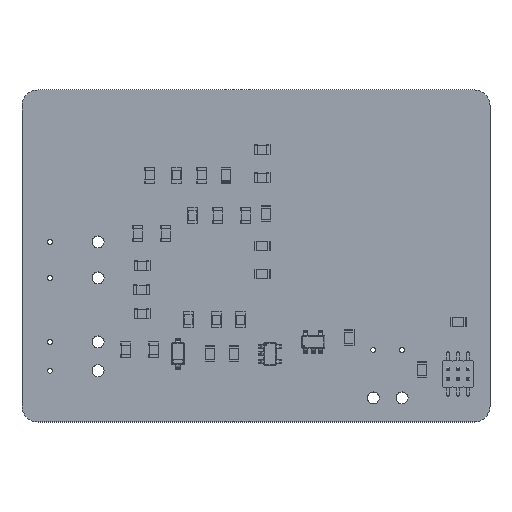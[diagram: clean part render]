
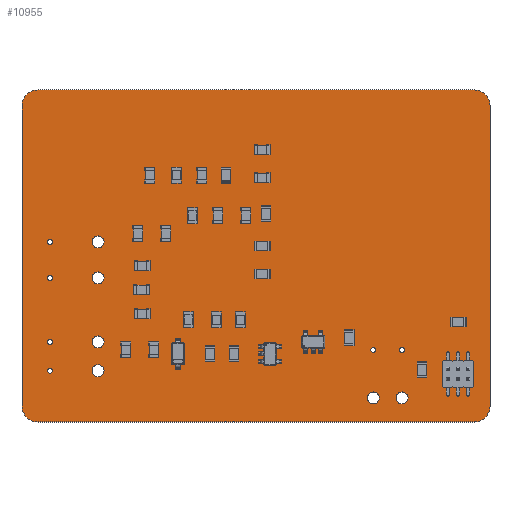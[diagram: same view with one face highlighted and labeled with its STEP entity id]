
A CAD part, top view. The second image highlights one B-rep face of the part: STEP entity #10955.
In plain terms, the highlighted planar face has unit normal (0, 0, 1).
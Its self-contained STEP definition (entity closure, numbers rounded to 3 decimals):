
#10674 = VERTEX_POINT('',#10675);
#10675 = CARTESIAN_POINT('',(27.25,20.75,1.51));
#10681 = EDGE_CURVE('',#10674,#10682,#10684,.T.);
#10682 = VERTEX_POINT('',#10683);
#10683 = CARTESIAN_POINT('',(29.25,18.75,1.51));
#10684 = CIRCLE('',#10685,2.);
#10685 = AXIS2_PLACEMENT_3D('',#10686,#10687,#10688);
#10686 = CARTESIAN_POINT('',(27.25,18.75,1.51));
#10687 = DIRECTION('',(0.,0.,-1.));
#10688 = DIRECTION('',(0.,1.,0.));
#10716 = VERTEX_POINT('',#10717);
#10717 = CARTESIAN_POINT('',(-27.25,20.75,1.51));
#10723 = EDGE_CURVE('',#10716,#10674,#10724,.T.);
#10724 = LINE('',#10725,#10726);
#10725 = CARTESIAN_POINT('',(-27.25,20.75,1.51));
#10726 = VECTOR('',#10727,1.);
#10727 = DIRECTION('',(1.,0.,0.));
#10745 = EDGE_CURVE('',#10682,#10746,#10748,.T.);
#10746 = VERTEX_POINT('',#10747);
#10747 = CARTESIAN_POINT('',(29.25,-18.75,1.51));
#10748 = LINE('',#10749,#10750);
#10749 = CARTESIAN_POINT('',(29.25,18.75,1.51));
#10750 = VECTOR('',#10751,1.);
#10751 = DIRECTION('',(0.,-1.,0.));
#10955 = ADVANCED_FACE('',(#10956,#11002,#11013,#11024,#11035,#11046,
    #11057,#11068,#11079,#11090,#11101,#11112,#11123),#11134,.T.);
#10956 = FACE_BOUND('',#10957,.T.);
#10957 = EDGE_LOOP('',(#10958,#10959,#10960,#10969,#10977,#10986,#10994,
    #11001));
#10958 = ORIENTED_EDGE('',*,*,#10681,.F.);
#10959 = ORIENTED_EDGE('',*,*,#10723,.F.);
#10960 = ORIENTED_EDGE('',*,*,#10961,.F.);
#10961 = EDGE_CURVE('',#10962,#10716,#10964,.T.);
#10962 = VERTEX_POINT('',#10963);
#10963 = CARTESIAN_POINT('',(-29.25,18.75,1.51));
#10964 = CIRCLE('',#10965,2.);
#10965 = AXIS2_PLACEMENT_3D('',#10966,#10967,#10968);
#10966 = CARTESIAN_POINT('',(-27.25,18.75,1.51));
#10967 = DIRECTION('',(0.,0.,-1.));
#10968 = DIRECTION('',(-1.,0.,-0.));
#10969 = ORIENTED_EDGE('',*,*,#10970,.F.);
#10970 = EDGE_CURVE('',#10971,#10962,#10973,.T.);
#10971 = VERTEX_POINT('',#10972);
#10972 = CARTESIAN_POINT('',(-29.25,-18.75,1.51));
#10973 = LINE('',#10974,#10975);
#10974 = CARTESIAN_POINT('',(-29.25,-18.75,1.51));
#10975 = VECTOR('',#10976,1.);
#10976 = DIRECTION('',(0.,1.,0.));
#10977 = ORIENTED_EDGE('',*,*,#10978,.F.);
#10978 = EDGE_CURVE('',#10979,#10971,#10981,.T.);
#10979 = VERTEX_POINT('',#10980);
#10980 = CARTESIAN_POINT('',(-27.25,-20.75,1.51));
#10981 = CIRCLE('',#10982,2.);
#10982 = AXIS2_PLACEMENT_3D('',#10983,#10984,#10985);
#10983 = CARTESIAN_POINT('',(-27.25,-18.75,1.51));
#10984 = DIRECTION('',(0.,0.,-1.));
#10985 = DIRECTION('',(0.,-1.,0.));
#10986 = ORIENTED_EDGE('',*,*,#10987,.F.);
#10987 = EDGE_CURVE('',#10988,#10979,#10990,.T.);
#10988 = VERTEX_POINT('',#10989);
#10989 = CARTESIAN_POINT('',(27.25,-20.75,1.51));
#10990 = LINE('',#10991,#10992);
#10991 = CARTESIAN_POINT('',(27.25,-20.75,1.51));
#10992 = VECTOR('',#10993,1.);
#10993 = DIRECTION('',(-1.,0.,0.));
#10994 = ORIENTED_EDGE('',*,*,#10995,.F.);
#10995 = EDGE_CURVE('',#10746,#10988,#10996,.T.);
#10996 = CIRCLE('',#10997,2.);
#10997 = AXIS2_PLACEMENT_3D('',#10998,#10999,#11000);
#10998 = CARTESIAN_POINT('',(27.25,-18.75,1.51));
#10999 = DIRECTION('',(0.,0.,-1.));
#11000 = DIRECTION('',(1.,0.,0.));
#11001 = ORIENTED_EDGE('',*,*,#10745,.F.);
#11002 = FACE_BOUND('',#11003,.T.);
#11003 = EDGE_LOOP('',(#11004));
#11004 = ORIENTED_EDGE('',*,*,#11005,.T.);
#11005 = EDGE_CURVE('',#11006,#11006,#11008,.T.);
#11006 = VERTEX_POINT('',#11007);
#11007 = CARTESIAN_POINT('',(-25.75,-14.65,1.51));
#11008 = CIRCLE('',#11009,0.3);
#11009 = AXIS2_PLACEMENT_3D('',#11010,#11011,#11012);
#11010 = CARTESIAN_POINT('',(-25.75,-14.35,1.51));
#11011 = DIRECTION('',(-0.,0.,-1.));
#11012 = DIRECTION('',(-0.,-1.,0.));
#11013 = FACE_BOUND('',#11014,.T.);
#11014 = EDGE_LOOP('',(#11015));
#11015 = ORIENTED_EDGE('',*,*,#11016,.T.);
#11016 = EDGE_CURVE('',#11017,#11017,#11019,.T.);
#11017 = VERTEX_POINT('',#11018);
#11018 = CARTESIAN_POINT('',(-19.75,-15.1,1.51));
#11019 = CIRCLE('',#11020,0.75);
#11020 = AXIS2_PLACEMENT_3D('',#11021,#11022,#11023);
#11021 = CARTESIAN_POINT('',(-19.75,-14.35,1.51));
#11022 = DIRECTION('',(-0.,0.,-1.));
#11023 = DIRECTION('',(-0.,-1.,0.));
#11024 = FACE_BOUND('',#11025,.T.);
#11025 = EDGE_LOOP('',(#11026));
#11026 = ORIENTED_EDGE('',*,*,#11027,.T.);
#11027 = EDGE_CURVE('',#11028,#11028,#11030,.T.);
#11028 = VERTEX_POINT('',#11029);
#11029 = CARTESIAN_POINT('',(-25.75,-11.05,1.51));
#11030 = CIRCLE('',#11031,0.3);
#11031 = AXIS2_PLACEMENT_3D('',#11032,#11033,#11034);
#11032 = CARTESIAN_POINT('',(-25.75,-10.75,1.51));
#11033 = DIRECTION('',(-0.,0.,-1.));
#11034 = DIRECTION('',(-0.,-1.,0.));
#11035 = FACE_BOUND('',#11036,.T.);
#11036 = EDGE_LOOP('',(#11037));
#11037 = ORIENTED_EDGE('',*,*,#11038,.T.);
#11038 = EDGE_CURVE('',#11039,#11039,#11041,.T.);
#11039 = VERTEX_POINT('',#11040);
#11040 = CARTESIAN_POINT('',(-19.75,-11.5,1.51));
#11041 = CIRCLE('',#11042,0.75);
#11042 = AXIS2_PLACEMENT_3D('',#11043,#11044,#11045);
#11043 = CARTESIAN_POINT('',(-19.75,-10.75,1.51));
#11044 = DIRECTION('',(-0.,0.,-1.));
#11045 = DIRECTION('',(-0.,-1.,0.));
#11046 = FACE_BOUND('',#11047,.T.);
#11047 = EDGE_LOOP('',(#11048));
#11048 = ORIENTED_EDGE('',*,*,#11049,.T.);
#11049 = EDGE_CURVE('',#11050,#11050,#11052,.T.);
#11050 = VERTEX_POINT('',#11051);
#11051 = CARTESIAN_POINT('',(14.65,-18.5,1.51));
#11052 = CIRCLE('',#11053,0.75);
#11053 = AXIS2_PLACEMENT_3D('',#11054,#11055,#11056);
#11054 = CARTESIAN_POINT('',(14.65,-17.75,1.51));
#11055 = DIRECTION('',(-0.,0.,-1.));
#11056 = DIRECTION('',(-0.,-1.,0.));
#11057 = FACE_BOUND('',#11058,.T.);
#11058 = EDGE_LOOP('',(#11059));
#11059 = ORIENTED_EDGE('',*,*,#11060,.T.);
#11060 = EDGE_CURVE('',#11061,#11061,#11063,.T.);
#11061 = VERTEX_POINT('',#11062);
#11062 = CARTESIAN_POINT('',(18.25,-18.5,1.51));
#11063 = CIRCLE('',#11064,0.75);
#11064 = AXIS2_PLACEMENT_3D('',#11065,#11066,#11067);
#11065 = CARTESIAN_POINT('',(18.25,-17.75,1.51));
#11066 = DIRECTION('',(-0.,0.,-1.));
#11067 = DIRECTION('',(-0.,-1.,0.));
#11068 = FACE_BOUND('',#11069,.T.);
#11069 = EDGE_LOOP('',(#11070));
#11070 = ORIENTED_EDGE('',*,*,#11071,.T.);
#11071 = EDGE_CURVE('',#11072,#11072,#11074,.T.);
#11072 = VERTEX_POINT('',#11073);
#11073 = CARTESIAN_POINT('',(14.65,-12.05,1.51));
#11074 = CIRCLE('',#11075,0.3);
#11075 = AXIS2_PLACEMENT_3D('',#11076,#11077,#11078);
#11076 = CARTESIAN_POINT('',(14.65,-11.75,1.51));
#11077 = DIRECTION('',(-0.,0.,-1.));
#11078 = DIRECTION('',(0.,-1.,-0.));
#11079 = FACE_BOUND('',#11080,.T.);
#11080 = EDGE_LOOP('',(#11081));
#11081 = ORIENTED_EDGE('',*,*,#11082,.T.);
#11082 = EDGE_CURVE('',#11083,#11083,#11085,.T.);
#11083 = VERTEX_POINT('',#11084);
#11084 = CARTESIAN_POINT('',(18.25,-12.05,1.51));
#11085 = CIRCLE('',#11086,0.3);
#11086 = AXIS2_PLACEMENT_3D('',#11087,#11088,#11089);
#11087 = CARTESIAN_POINT('',(18.25,-11.75,1.51));
#11088 = DIRECTION('',(-0.,0.,-1.));
#11089 = DIRECTION('',(-0.,-1.,0.));
#11090 = FACE_BOUND('',#11091,.T.);
#11091 = EDGE_LOOP('',(#11092));
#11092 = ORIENTED_EDGE('',*,*,#11093,.T.);
#11093 = EDGE_CURVE('',#11094,#11094,#11096,.T.);
#11094 = VERTEX_POINT('',#11095);
#11095 = CARTESIAN_POINT('',(-25.75,-3.05,1.51));
#11096 = CIRCLE('',#11097,0.3);
#11097 = AXIS2_PLACEMENT_3D('',#11098,#11099,#11100);
#11098 = CARTESIAN_POINT('',(-25.75,-2.75,1.51));
#11099 = DIRECTION('',(-0.,0.,-1.));
#11100 = DIRECTION('',(-0.,-1.,0.));
#11101 = FACE_BOUND('',#11102,.T.);
#11102 = EDGE_LOOP('',(#11103));
#11103 = ORIENTED_EDGE('',*,*,#11104,.T.);
#11104 = EDGE_CURVE('',#11105,#11105,#11107,.T.);
#11105 = VERTEX_POINT('',#11106);
#11106 = CARTESIAN_POINT('',(-19.75,-3.5,1.51));
#11107 = CIRCLE('',#11108,0.75);
#11108 = AXIS2_PLACEMENT_3D('',#11109,#11110,#11111);
#11109 = CARTESIAN_POINT('',(-19.75,-2.75,1.51));
#11110 = DIRECTION('',(-0.,0.,-1.));
#11111 = DIRECTION('',(-0.,-1.,0.));
#11112 = FACE_BOUND('',#11113,.T.);
#11113 = EDGE_LOOP('',(#11114));
#11114 = ORIENTED_EDGE('',*,*,#11115,.T.);
#11115 = EDGE_CURVE('',#11116,#11116,#11118,.T.);
#11116 = VERTEX_POINT('',#11117);
#11117 = CARTESIAN_POINT('',(-25.75,1.45,1.51));
#11118 = CIRCLE('',#11119,0.3);
#11119 = AXIS2_PLACEMENT_3D('',#11120,#11121,#11122);
#11120 = CARTESIAN_POINT('',(-25.75,1.75,1.51));
#11121 = DIRECTION('',(-0.,0.,-1.));
#11122 = DIRECTION('',(-0.,-1.,0.));
#11123 = FACE_BOUND('',#11124,.T.);
#11124 = EDGE_LOOP('',(#11125));
#11125 = ORIENTED_EDGE('',*,*,#11126,.T.);
#11126 = EDGE_CURVE('',#11127,#11127,#11129,.T.);
#11127 = VERTEX_POINT('',#11128);
#11128 = CARTESIAN_POINT('',(-19.75,1.,1.51));
#11129 = CIRCLE('',#11130,0.75);
#11130 = AXIS2_PLACEMENT_3D('',#11131,#11132,#11133);
#11131 = CARTESIAN_POINT('',(-19.75,1.75,1.51));
#11132 = DIRECTION('',(-0.,0.,-1.));
#11133 = DIRECTION('',(-0.,-1.,0.));
#11134 = PLANE('',#11135);
#11135 = AXIS2_PLACEMENT_3D('',#11136,#11137,#11138);
#11136 = CARTESIAN_POINT('',(0.,0.,1.51));
#11137 = DIRECTION('',(0.,0.,1.));
#11138 = DIRECTION('',(1.,0.,-0.));
